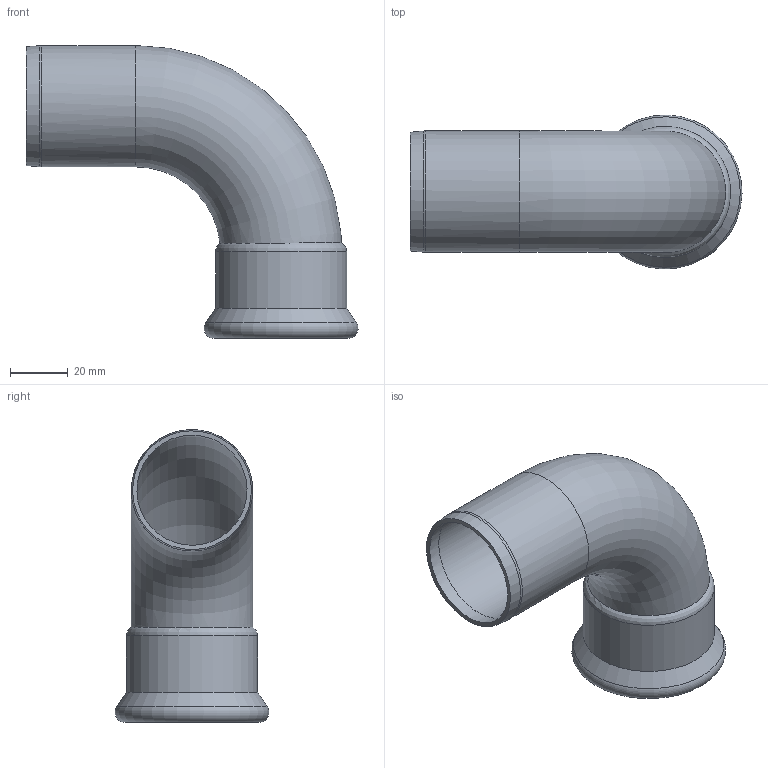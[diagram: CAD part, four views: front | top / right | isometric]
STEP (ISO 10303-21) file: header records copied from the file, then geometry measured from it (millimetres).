
FILE_DESCRIPTION(/* description */ (''),/* implementation_level */ '2;1');
FILE_NAME(/* name */ '43307.stp',/* time_stamp */ '2023-09-08T11:25:00+02:00',/* author */ ('JANAN'),/* organization */ (''),/* preprocessor_version */ 'ST-DEVELOPER v19.2',/* originating_system */ 'Autodesk Inventor 2023',/* authorisation */ '');
FILE_SCHEMA (('AUTOMOTIVE_DESIGN { 1 0 10303 214 3 1 1 }'));
Length unit declared in the file: millimetre
Products named in the file (1): tmpE535.tmp
Bounding box: 114.93 x 53.27 x 101.4 mm (x, y, z)
Volume: 29749.9 mm3; surface area: 39981.4 mm2
Topology: 1 solids, 1 shells, 25 faces, 57 edges, 35 vertices
Faces by surface type: torus 8, cone 5, cylinder 5, bspline 4, plane 3
Full cylindrical faces by diameter (mm): 39 x1, 42 x1, 42.3 x1, 43.3 x1, 45.4 x1
Entity records: 1182 total; most frequent: CARTESIAN_POINT 559, DIRECTION 118, ORIENTED_EDGE 114, EDGE_CURVE 57, AXIS2_PLACEMENT_3D 54, VERTEX_POINT 35, CIRCLE 31, EDGE_LOOP 28
